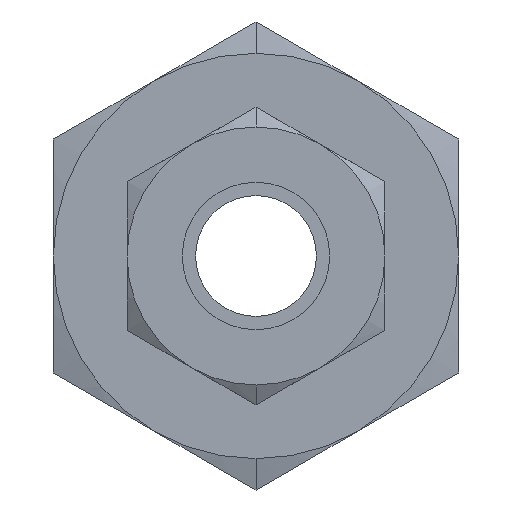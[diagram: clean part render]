
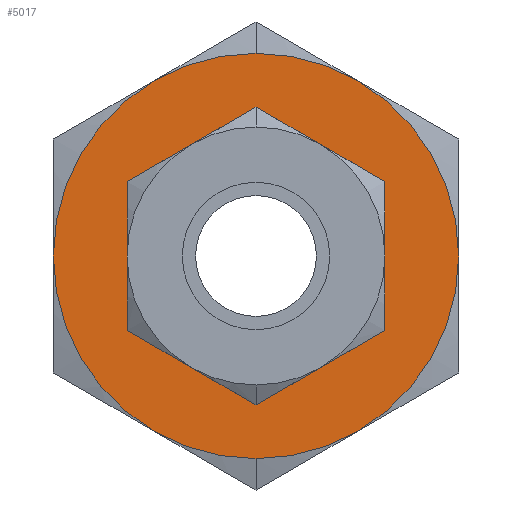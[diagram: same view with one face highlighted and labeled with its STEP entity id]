
A CAD part, left-side view. The second image highlights one B-rep face of the part: STEP entity #5017.
In plain terms, the highlighted planar face has unit normal (-1, 0, 0).
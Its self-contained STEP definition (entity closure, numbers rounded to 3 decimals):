
#324 = CIRCLE ( 'NONE', #5009, 8.769 ) ;
#331 = ORIENTED_EDGE ( 'NONE', *, *, #2181, .T. ) ;
#472 = CARTESIAN_POINT ( 'NONE',  ( 21.84, 0., 0. ) ) ;
#520 = DIRECTION ( 'NONE',  ( 0., 1., 0. ) ) ;
#572 = DIRECTION ( 'NONE',  ( 1., 0., 0. ) ) ;
#783 = CARTESIAN_POINT ( 'NONE',  ( 21.84, 0., 0. ) ) ;
#822 = VERTEX_POINT ( 'NONE', #9073 ) ;
#852 = AXIS2_PLACEMENT_3D ( 'NONE', #5099, #7348, #2950 ) ;
#920 = CARTESIAN_POINT ( 'NONE',  ( 21.84, 0., 0. ) ) ;
#1065 = DIRECTION ( 'NONE',  ( -1., 0., 0. ) ) ;
#1249 = FACE_BOUND ( 'NONE', #5598, .T. ) ;
#1442 = DIRECTION ( 'NONE',  ( 0., 0., 1. ) ) ;
#1443 = ORIENTED_EDGE ( 'NONE', *, *, #9153, .T. ) ;
#1564 = CIRCLE ( 'NONE', #7042, 17.46 ) ;
#1795 = CIRCLE ( 'NONE', #4921, 17.46 ) ;
#1868 = CIRCLE ( 'NONE', #2833, 17.46 ) ;
#1964 = VERTEX_POINT ( 'NONE', #6659 ) ;
#1996 = DIRECTION ( 'NONE',  ( -1., 0., 0. ) ) ;
#2024 = VERTEX_POINT ( 'NONE', #3768 ) ;
#2113 = AXIS2_PLACEMENT_3D ( 'NONE', #783, #3770, #5192 ) ;
#2181 = EDGE_CURVE ( 'NONE', #2024, #7795, #1795, .T. ) ;
#2244 = VERTEX_POINT ( 'NONE', #7136 ) ;
#2415 = VERTEX_POINT ( 'NONE', #4582 ) ;
#2533 = CARTESIAN_POINT ( 'NONE',  ( 21.84, 0., 0. ) ) ;
#2571 = DIRECTION ( 'NONE',  ( 0., 0., 1. ) ) ;
#2573 = CARTESIAN_POINT ( 'NONE',  ( 21.84, 0., -17.46 ) ) ;
#2724 = DIRECTION ( 'NONE',  ( 1., 0., 0. ) ) ;
#2833 = AXIS2_PLACEMENT_3D ( 'NONE', #6777, #8801, #9634 ) ;
#2908 = EDGE_CURVE ( 'NONE', #7795, #822, #9290, .T. ) ;
#2912 = EDGE_CURVE ( 'NONE', #9121, #2244, #6326, .T. ) ;
#2950 = DIRECTION ( 'NONE',  ( 0., -1., 0. ) ) ;
#3202 = AXIS2_PLACEMENT_3D ( 'NONE', #3555, #4240, #8106 ) ;
#3317 = ORIENTED_EDGE ( 'NONE', *, *, #2912, .T. ) ;
#3446 = ORIENTED_EDGE ( 'NONE', *, *, #9312, .T. ) ;
#3555 = CARTESIAN_POINT ( 'NONE',  ( 21.84, 0., 0. ) ) ;
#3768 = CARTESIAN_POINT ( 'NONE',  ( 21.84, -8.73, -15.121 ) ) ;
#3770 = DIRECTION ( 'NONE',  ( 1., 0., 0. ) ) ;
#3785 = ORIENTED_EDGE ( 'NONE', *, *, #8578, .T. ) ;
#3964 = ORIENTED_EDGE ( 'NONE', *, *, #9453, .T. ) ;
#4156 = CARTESIAN_POINT ( 'NONE',  ( 21.84, 0., -8.769 ) ) ;
#4240 = DIRECTION ( 'NONE',  ( -1., 0., 0. ) ) ;
#4244 = FACE_OUTER_BOUND ( 'NONE', #4543, .T. ) ;
#4500 = VERTEX_POINT ( 'NONE', #2573 ) ;
#4543 = EDGE_LOOP ( 'NONE', ( #8442, #9568, #1443, #8088, #3446, #3785, #331, #9618 ) ) ;
#4582 = CARTESIAN_POINT ( 'NONE',  ( 21.84, 8.73, 15.121 ) ) ;
#4921 = AXIS2_PLACEMENT_3D ( 'NONE', #5721, #6400, #5672 ) ;
#4930 = CIRCLE ( 'NONE', #8683, 17.46 ) ;
#5009 = AXIS2_PLACEMENT_3D ( 'NONE', #8589, #2724, #2571 ) ;
#5017 = ADVANCED_FACE ( 'NONE', ( #1249, #4244 ), #5759, .F. ) ;
#5099 = CARTESIAN_POINT ( 'NONE',  ( 21.84, 0., 0. ) ) ;
#5192 = DIRECTION ( 'NONE',  ( 0., 0., -1. ) ) ;
#5542 = CIRCLE ( 'NONE', #6324, 17.46 ) ;
#5598 = EDGE_LOOP ( 'NONE', ( #3317, #3964 ) ) ;
#5672 = DIRECTION ( 'NONE',  ( 0., -0.5, -0.866 ) ) ;
#5721 = CARTESIAN_POINT ( 'NONE',  ( 21.84, 0., 0. ) ) ;
#5759 = PLANE ( 'NONE',  #7668 ) ;
#5879 = CARTESIAN_POINT ( 'NONE',  ( 21.84, -17.46, 0. ) ) ;
#5952 = DIRECTION ( 'NONE',  ( -1., 0., 0. ) ) ;
#6096 = CARTESIAN_POINT ( 'NONE',  ( 21.84, 8.73, -15.121 ) ) ;
#6180 = EDGE_CURVE ( 'NONE', #1964, #2415, #4930, .T. ) ;
#6324 = AXIS2_PLACEMENT_3D ( 'NONE', #920, #1065, #9188 ) ;
#6326 = CIRCLE ( 'NONE', #2113, 8.769 ) ;
#6400 = DIRECTION ( 'NONE',  ( -1., 0., 0. ) ) ;
#6659 = CARTESIAN_POINT ( 'NONE',  ( 21.84, 0., 17.46 ) ) ;
#6661 = CIRCLE ( 'NONE', #9303, 17.46 ) ;
#6777 = CARTESIAN_POINT ( 'NONE',  ( 21.84, 0., 0. ) ) ;
#6966 = VERTEX_POINT ( 'NONE', #7387 ) ;
#7042 = AXIS2_PLACEMENT_3D ( 'NONE', #7228, #1996, #7082 ) ;
#7082 = DIRECTION ( 'NONE',  ( 0., 0.5, 0.866 ) ) ;
#7136 = CARTESIAN_POINT ( 'NONE',  ( 21.84, 0., 8.769 ) ) ;
#7228 = CARTESIAN_POINT ( 'NONE',  ( 21.84, 0., 0. ) ) ;
#7229 = EDGE_CURVE ( 'NONE', #822, #1964, #6661, .T. ) ;
#7348 = DIRECTION ( 'NONE',  ( -1., 0., 0. ) ) ;
#7387 = CARTESIAN_POINT ( 'NONE',  ( 21.84, 17.46, 0. ) ) ;
#7668 = AXIS2_PLACEMENT_3D ( 'NONE', #472, #572, #520 ) ;
#7795 = VERTEX_POINT ( 'NONE', #5879 ) ;
#8088 = ORIENTED_EDGE ( 'NONE', *, *, #9037, .T. ) ;
#8104 = DIRECTION ( 'NONE',  ( 0., -0.5, 0.866 ) ) ;
#8106 = DIRECTION ( 'NONE',  ( 0., 0., -1. ) ) ;
#8197 = DIRECTION ( 'NONE',  ( -1., 0., 0. ) ) ;
#8442 = ORIENTED_EDGE ( 'NONE', *, *, #7229, .T. ) ;
#8578 = EDGE_CURVE ( 'NONE', #4500, #2024, #8831, .T. ) ;
#8589 = CARTESIAN_POINT ( 'NONE',  ( 21.84, 0., 0. ) ) ;
#8683 = AXIS2_PLACEMENT_3D ( 'NONE', #8798, #5952, #1442 ) ;
#8798 = CARTESIAN_POINT ( 'NONE',  ( 21.84, 0., 0. ) ) ;
#8801 = DIRECTION ( 'NONE',  ( -1., 0., 0. ) ) ;
#8831 = CIRCLE ( 'NONE', #3202, 17.46 ) ;
#9037 = EDGE_CURVE ( 'NONE', #6966, #9357, #5542, .T. ) ;
#9073 = CARTESIAN_POINT ( 'NONE',  ( 21.84, -8.73, 15.121 ) ) ;
#9121 = VERTEX_POINT ( 'NONE', #4156 ) ;
#9153 = EDGE_CURVE ( 'NONE', #2415, #6966, #1564, .T. ) ;
#9188 = DIRECTION ( 'NONE',  ( 0., 1., 0. ) ) ;
#9290 = CIRCLE ( 'NONE', #852, 17.46 ) ;
#9303 = AXIS2_PLACEMENT_3D ( 'NONE', #2533, #8197, #8104 ) ;
#9312 = EDGE_CURVE ( 'NONE', #9357, #4500, #1868, .T. ) ;
#9357 = VERTEX_POINT ( 'NONE', #6096 ) ;
#9453 = EDGE_CURVE ( 'NONE', #2244, #9121, #324, .T. ) ;
#9568 = ORIENTED_EDGE ( 'NONE', *, *, #6180, .T. ) ;
#9618 = ORIENTED_EDGE ( 'NONE', *, *, #2908, .T. ) ;
#9634 = DIRECTION ( 'NONE',  ( 0., 0.5, -0.866 ) ) ;
